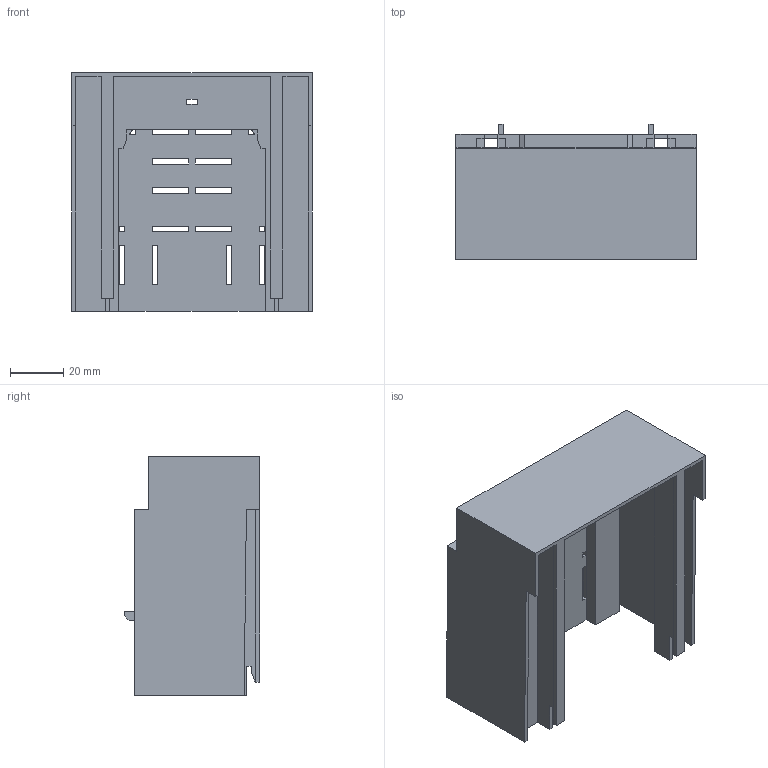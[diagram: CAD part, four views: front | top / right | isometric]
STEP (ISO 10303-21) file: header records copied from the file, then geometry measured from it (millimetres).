
FILE_DESCRIPTION(('CATIA V5 STEP'),'2;1');
FILE_NAME('T8033010_L_Anschlussraumabdeckung-AA-KETO-3-1.stp','2017-12-06T16:13:25+00:00',('none'),('Jean Müller GmbH'),'CATIA Version 5 Release 19 SP 9 (IN-10)','CATIA V5 STEP AP214','none');
FILE_SCHEMA(('AUTOMOTIVE_DESIGN { 1 0 10303 214 1 1 1 1 }'));
Length unit declared in the file: millimetre
Products named in the file (1): 34243_L_Anschlussraumabdeckung KETO-3-1
Bounding box: 90.5 x 51 x 90 mm (x, y, z)
Volume: 37646 mm3; surface area: 53093.5 mm2
Topology: 1 solids, 1 shells, 209 faces, 696 edges, 468 vertices
Faces by surface type: plane 197, cylinder 8, bspline 4
Entity records: 7291 total; most frequent: CARTESIAN_POINT 1561, ORIENTED_EDGE 1392, DIRECTION 892, EDGE_CURVE 696, VECTOR 634, LINE 634, VERTEX_POINT 468, EDGE_LOOP 226
